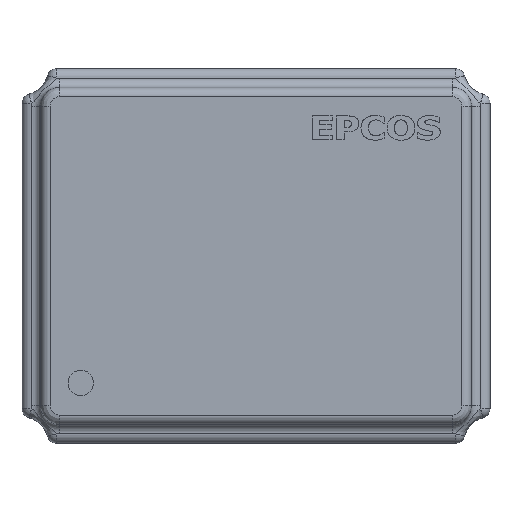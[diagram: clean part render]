
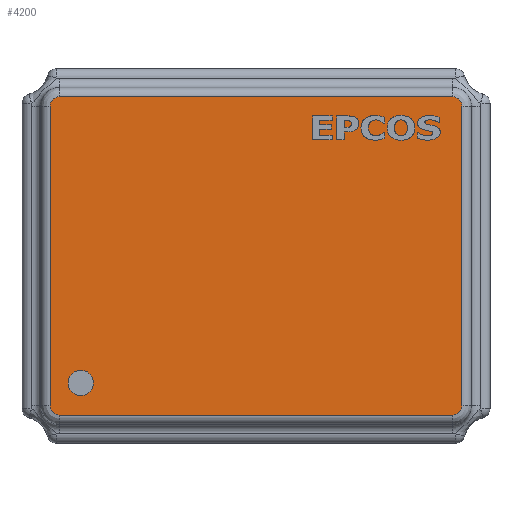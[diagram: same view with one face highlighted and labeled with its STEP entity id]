
A CAD part, top view. The second image highlights one B-rep face of the part: STEP entity #4200.
In plain terms, the highlighted planar face has unit normal (0, 0, 1).
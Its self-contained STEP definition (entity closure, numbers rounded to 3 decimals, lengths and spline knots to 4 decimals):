
#385=FACE_OUTER_BOUND('',#634,.T.);
#634=EDGE_LOOP('',(#3064,#3065,#3066,#3067,#3068,#3069,#3070,#3071));
#925=LINE('',#6178,#1279);
#926=LINE('',#6194,#1280);
#927=LINE('',#6210,#1281);
#928=LINE('',#6224,#1282);
#1279=VECTOR('',#5079,2.1);
#1280=VECTOR('',#5088,1.6);
#1281=VECTOR('',#5097,2.1);
#1282=VECTOR('',#5104,1.6);
#1579=CIRCLE('',#4501,0.05);
#1582=CIRCLE('',#4505,0.05);
#1585=CIRCLE('',#4509,0.05);
#1588=CIRCLE('',#4513,0.05);
#1802=VERTEX_POINT('',#6170);
#1803=VERTEX_POINT('',#6172);
#1804=VERTEX_POINT('',#6176);
#1805=VERTEX_POINT('',#6188);
#1806=VERTEX_POINT('',#6192);
#1807=VERTEX_POINT('',#6204);
#1808=VERTEX_POINT('',#6208);
#1809=VERTEX_POINT('',#6220);
#2262=EDGE_CURVE('',#1802,#1803,#1579,.T.);
#2265=EDGE_CURVE('',#1803,#1804,#925,.T.);
#2266=EDGE_CURVE('',#1804,#1805,#1582,.T.);
#2269=EDGE_CURVE('',#1805,#1806,#926,.T.);
#2270=EDGE_CURVE('',#1806,#1807,#1585,.T.);
#2273=EDGE_CURVE('',#1807,#1808,#927,.T.);
#2274=EDGE_CURVE('',#1808,#1809,#1588,.T.);
#2276=EDGE_CURVE('',#1809,#1802,#928,.T.);
#3064=ORIENTED_EDGE('',*,*,#2262,.F.);
#3065=ORIENTED_EDGE('',*,*,#2276,.F.);
#3066=ORIENTED_EDGE('',*,*,#2274,.F.);
#3067=ORIENTED_EDGE('',*,*,#2273,.F.);
#3068=ORIENTED_EDGE('',*,*,#2270,.F.);
#3069=ORIENTED_EDGE('',*,*,#2269,.F.);
#3070=ORIENTED_EDGE('',*,*,#2266,.F.);
#3071=ORIENTED_EDGE('',*,*,#2265,.F.);
#4060=PLANE('',#4516);
#4200=ADVANCED_FACE('',(#385),#4060,.T.);
#4501=AXIS2_PLACEMENT_3D('',#6173,#5071,#5072);
#4505=AXIS2_PLACEMENT_3D('',#6189,#5080,#5081);
#4509=AXIS2_PLACEMENT_3D('',#6205,#5089,#5090);
#4513=AXIS2_PLACEMENT_3D('',#6221,#5098,#5099);
#4516=AXIS2_PLACEMENT_3D('',#6225,#5105,#5106);
#5071=DIRECTION('center_axis',(0.,0.,-1.));
#5072=DIRECTION('ref_axis',(-0.707,0.707,0.));
#5079=DIRECTION('',(1.,0.,0.));
#5080=DIRECTION('center_axis',(0.,0.,-1.));
#5081=DIRECTION('ref_axis',(0.707,0.707,0.));
#5088=DIRECTION('',(0.,-1.,0.));
#5089=DIRECTION('center_axis',(0.,0.,-1.));
#5090=DIRECTION('ref_axis',(0.707,-0.707,0.));
#5097=DIRECTION('',(-1.,0.,0.));
#5098=DIRECTION('center_axis',(0.,0.,-1.));
#5099=DIRECTION('ref_axis',(-0.707,-0.707,0.));
#5104=DIRECTION('',(0.,1.,0.));
#5105=DIRECTION('center_axis',(0.,0.,1.));
#5106=DIRECTION('ref_axis',(1.,0.,0.));
#6170=CARTESIAN_POINT('',(-1.1,0.8,0.55));
#6172=CARTESIAN_POINT('',(-1.05,0.85,0.55));
#6173=CARTESIAN_POINT('Origin',(-1.05,0.8,0.55));
#6176=CARTESIAN_POINT('',(1.05,0.85,0.55));
#6178=CARTESIAN_POINT('',(-0.575,0.85,0.55));
#6188=CARTESIAN_POINT('',(1.1,0.8,0.55));
#6189=CARTESIAN_POINT('Origin',(1.05,0.8,0.55));
#6192=CARTESIAN_POINT('',(1.1,-0.8,0.55));
#6194=CARTESIAN_POINT('',(1.1,0.45,0.55));
#6204=CARTESIAN_POINT('',(1.05,-0.85,0.55));
#6205=CARTESIAN_POINT('Origin',(1.05,-0.8,0.55));
#6208=CARTESIAN_POINT('',(-1.05,-0.85,0.55));
#6210=CARTESIAN_POINT('',(0.575,-0.85,0.55));
#6220=CARTESIAN_POINT('',(-1.1,-0.8,0.55));
#6221=CARTESIAN_POINT('Origin',(-1.05,-0.8,0.55));
#6224=CARTESIAN_POINT('',(-1.1,-0.45,0.55));
#6225=CARTESIAN_POINT('Origin',(0.,0.,0.55));
